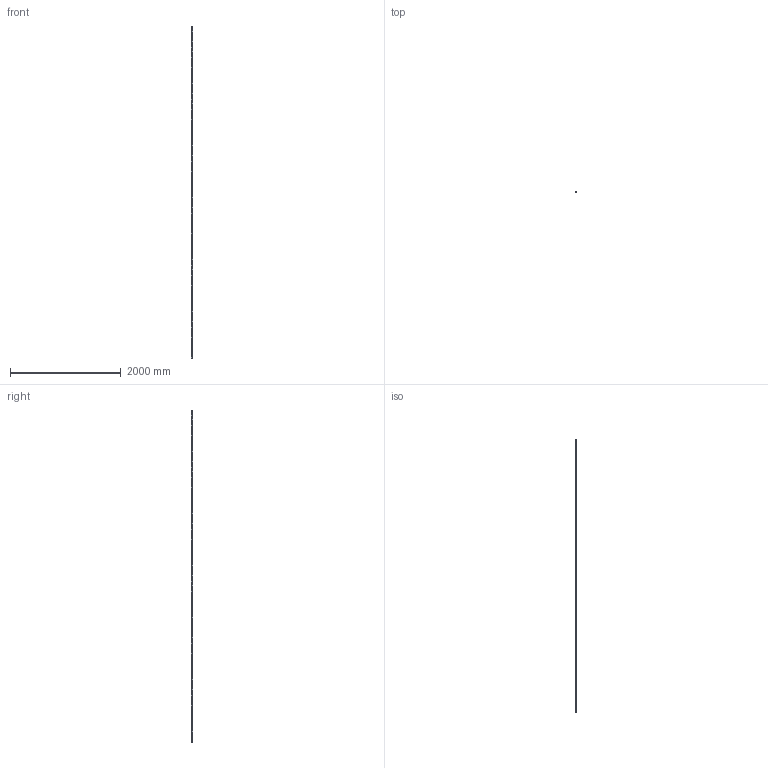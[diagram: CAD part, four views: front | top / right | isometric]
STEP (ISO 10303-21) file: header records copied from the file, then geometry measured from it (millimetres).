
FILE_DESCRIPTION (( 'STEP AP203' ), '1' );
FILE_NAME ('6981-6.step', '2021-12-22T10:29:00', ( '' ), ( '' ), 'SwSTEP 2.0', 'SolidWorks 2018', '' );
FILE_SCHEMA (( 'CONFIG_CONTROL_DESIGN' ));
Products named in the file (2): 6981-6
Bounding box: 25 x 25 x 6000 mm (x, y, z)
Volume: 1276018.9 mm3; surface area: 1024638.1 mm2
Topology: 1 solids, 1 shells, 3611 faces, 9563 edges, 7174 vertices
Faces by surface type: torus 2304, cylinder 1108, plane 107, bspline 92
Entity records: 254966 total; most frequent: CARTESIAN_POINT 176756, ORIENTED_EDGE 19126, DIRECTION 9645, EDGE_CURVE 9563, VERTEX_POINT 7174, B_SPLINE_CURVE_WITH_KNOTS 6988, EDGE_LOOP 4833, ADVANCED_FACE 3611
